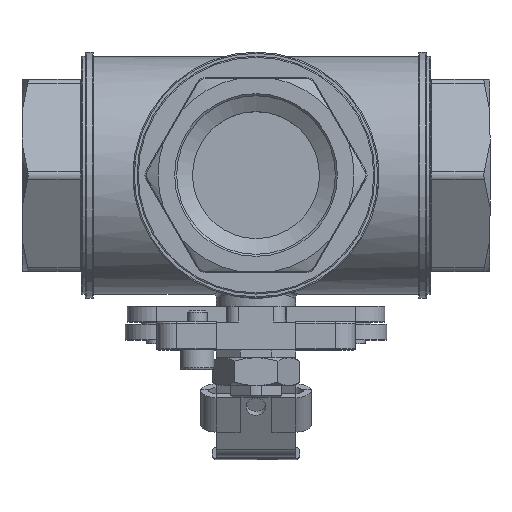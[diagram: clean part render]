
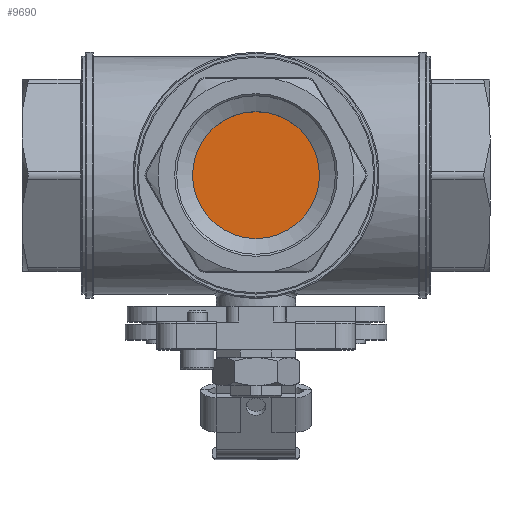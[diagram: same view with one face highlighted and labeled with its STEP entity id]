
A CAD part, top view. The second image highlights one B-rep face of the part: STEP entity #9690.
In plain terms, the highlighted planar face has unit normal (0, 0, 1).
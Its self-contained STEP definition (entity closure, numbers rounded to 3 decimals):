
#524=PLANE('',#10576);
#879=FACE_OUTER_BOUND('',#1456,.T.);
#1456=EDGE_LOOP('',(#6854));
#3658=CIRCLE('',#10577,16.);
#4162=VERTEX_POINT('',#15379);
#5172=EDGE_CURVE('',#4162,#4162,#3658,.T.);
#6854=ORIENTED_EDGE('',*,*,#5172,.F.);
#9690=ADVANCED_FACE('',(#879),#524,.T.);
#10576=AXIS2_PLACEMENT_3D('',#15378,#12042,#12043);
#10577=AXIS2_PLACEMENT_3D('',#15380,#12044,#12045);
#12042=DIRECTION('center_axis',(0.,0.,1.));
#12043=DIRECTION('ref_axis',(1.,0.,0.));
#12044=DIRECTION('center_axis',(0.,0.,-1.));
#12045=DIRECTION('ref_axis',(1.,0.,0.));
#15378=CARTESIAN_POINT('Origin',(59.,0.,29.));
#15379=CARTESIAN_POINT('',(43.,0.,29.));
#15380=CARTESIAN_POINT('Origin',(59.,0.,29.));
